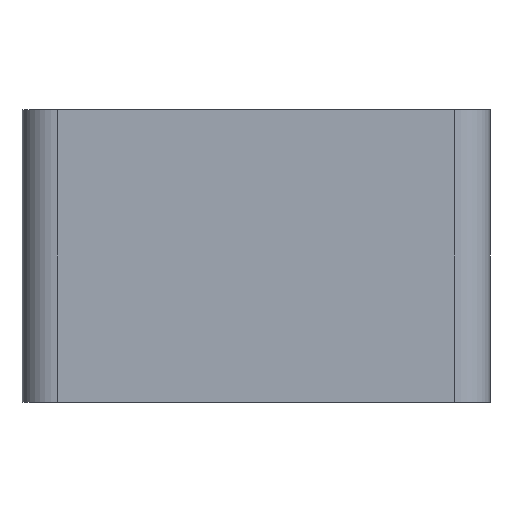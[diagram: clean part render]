
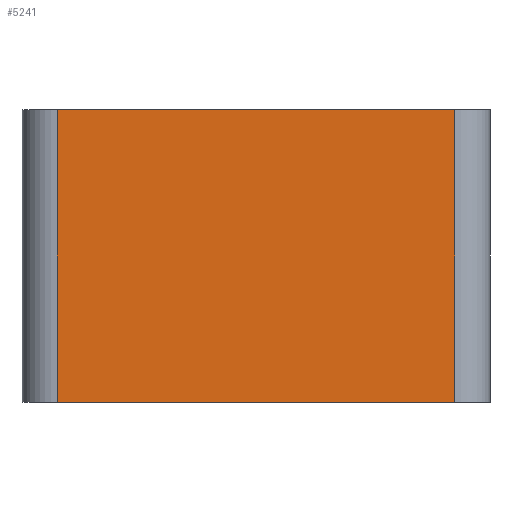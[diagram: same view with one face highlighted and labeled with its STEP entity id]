
A CAD part, front view. The second image highlights one B-rep face of the part: STEP entity #5241.
In plain terms, the highlighted planar face has unit normal (0, -1, 0).
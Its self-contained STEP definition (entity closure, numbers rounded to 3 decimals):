
#5183=CARTESIAN_POINT('',(17.,-60.108,25.0));
#5184=VERTEX_POINT('',#5183);
#5192=CARTESIAN_POINT('',(17.,-60.108,0.0));
#5193=VERTEX_POINT('',#5192);
#5194=CARTESIAN_POINT('',(17.,-60.108,0.0));
#5195=DIRECTION('',(0.0,0.0,1.0));
#5196=VECTOR('',#5195,25.0);
#5197=LINE('',#5194,#5196);
#5198=EDGE_CURVE('',#5193,#5184,#5197,.T.);
#5211=CARTESIAN_POINT('',(17.,-60.108,0.0));
#5212=DIRECTION('',(0.0,-1.0,0.0));
#5213=DIRECTION('',(0.0,0.0,-1.0));
#5214=AXIS2_PLACEMENT_3D('',#5211,#5212,#5213);
#5215=PLANE('',#5214);
#5216=CARTESIAN_POINT('',(-17.,-60.108,25.0));
#5217=VERTEX_POINT('',#5216);
#5218=CARTESIAN_POINT('',(17.,-60.108,25.0));
#5219=DIRECTION('',(-1.0,0.0,0.0));
#5220=VECTOR('',#5219,34.);
#5221=LINE('',#5218,#5220);
#5222=EDGE_CURVE('',#5184,#5217,#5221,.T.);
#5223=ORIENTED_EDGE('',*,*,#5222,.T.);
#5224=CARTESIAN_POINT('',(-17.,-60.108,0.0));
#5225=VERTEX_POINT('',#5224);
#5226=CARTESIAN_POINT('',(-17.,-60.108,0.0));
#5227=DIRECTION('',(0.0,0.0,1.0));
#5228=VECTOR('',#5227,25.0);
#5229=LINE('',#5226,#5228);
#5230=EDGE_CURVE('',#5225,#5217,#5229,.T.);
#5231=ORIENTED_EDGE('',*,*,#5230,.F.);
#5232=CARTESIAN_POINT('',(17.,-60.108,0.0));
#5233=DIRECTION('',(-1.0,0.0,0.0));
#5234=VECTOR('',#5233,34.);
#5235=LINE('',#5232,#5234);
#5236=EDGE_CURVE('',#5193,#5225,#5235,.T.);
#5237=ORIENTED_EDGE('',*,*,#5236,.F.);
#5238=ORIENTED_EDGE('',*,*,#5198,.T.);
#5239=EDGE_LOOP('',(#5223,#5231,#5237,#5238));
#5240=FACE_OUTER_BOUND('',#5239,.T.);
#5241=ADVANCED_FACE('',(#5240),#5215,.T.);
